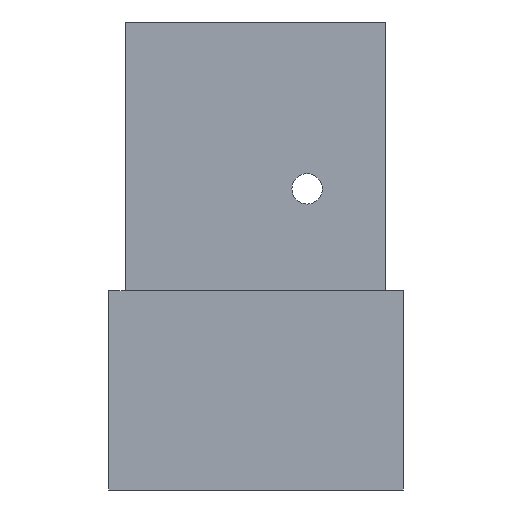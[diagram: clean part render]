
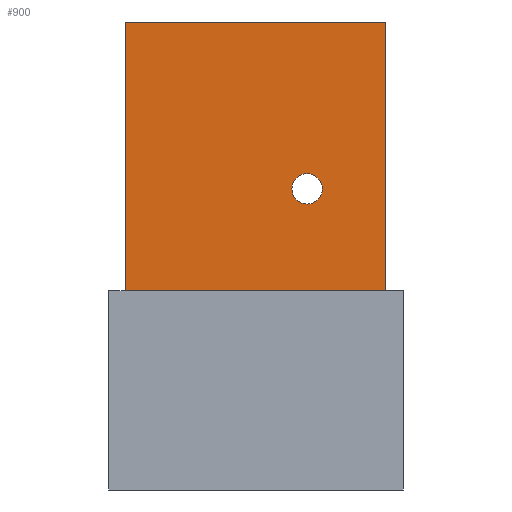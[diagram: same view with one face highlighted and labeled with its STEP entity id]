
A CAD part, left-side view. The second image highlights one B-rep face of the part: STEP entity #900.
In plain terms, the highlighted planar face has unit normal (-1, 0, 0).
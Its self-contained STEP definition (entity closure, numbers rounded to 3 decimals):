
#32=FACE_BOUND('',#144,.T.);
#44=CIRCLE('',#948,1.75);
#84=FACE_OUTER_BOUND('',#143,.T.);
#143=EDGE_LOOP('',(#723,#724,#725,#726));
#144=EDGE_LOOP('',(#727));
#195=LINE('',#1308,#301);
#227=LINE('',#1396,#333);
#239=LINE('',#1418,#345);
#240=LINE('',#1419,#346);
#301=VECTOR('',#1057,10.);
#333=VECTOR('',#1139,10.);
#345=VECTOR('',#1163,10.);
#346=VECTOR('',#1164,10.);
#405=VERTEX_POINT('',#1298);
#408=VERTEX_POINT('',#1305);
#409=VERTEX_POINT('',#1307);
#439=VERTEX_POINT('',#1393);
#440=VERTEX_POINT('',#1395);
#490=EDGE_CURVE('',#405,#405,#44,.T.);
#493=EDGE_CURVE('',#408,#409,#195,.T.);
#535=EDGE_CURVE('',#439,#440,#227,.T.);
#547=EDGE_CURVE('',#408,#440,#239,.T.);
#548=EDGE_CURVE('',#409,#439,#240,.T.);
#723=ORIENTED_EDGE('',*,*,#493,.F.);
#724=ORIENTED_EDGE('',*,*,#547,.T.);
#725=ORIENTED_EDGE('',*,*,#535,.F.);
#726=ORIENTED_EDGE('',*,*,#548,.F.);
#727=ORIENTED_EDGE('',*,*,#490,.T.);
#850=PLANE('',#980);
#900=ADVANCED_FACE('',(#84,#32),#850,.T.);
#948=AXIS2_PLACEMENT_3D('',#1300,#1051,#1052);
#980=AXIS2_PLACEMENT_3D('',#1417,#1161,#1162);
#1051=DIRECTION('center_axis',(1.,0.,0.));
#1052=DIRECTION('ref_axis',(0.,1.,0.));
#1057=DIRECTION('',(0.,1.,0.));
#1139=DIRECTION('',(0.,-1.,0.));
#1161=DIRECTION('center_axis',(-1.,0.,0.));
#1162=DIRECTION('ref_axis',(0.,-1.,0.));
#1163=DIRECTION('',(0.,0.,1.));
#1164=DIRECTION('',(0.,0.,1.));
#1298=CARTESIAN_POINT('',(-58.5,-7.65,34.75));
#1300=CARTESIAN_POINT('Origin',(-58.5,-5.9,34.75));
#1305=CARTESIAN_POINT('',(-58.5,-14.9,23.));
#1307=CARTESIAN_POINT('',(-58.5,15.1,23.));
#1308=CARTESIAN_POINT('',(-58.5,-14.9,23.));
#1393=CARTESIAN_POINT('',(-58.5,15.1,54.));
#1395=CARTESIAN_POINT('',(-58.5,-14.9,54.));
#1396=CARTESIAN_POINT('',(-58.5,-14.9,54.));
#1417=CARTESIAN_POINT('Origin',(-58.5,15.1,23.));
#1418=CARTESIAN_POINT('',(-58.5,-14.9,23.));
#1419=CARTESIAN_POINT('',(-58.5,15.1,23.));
